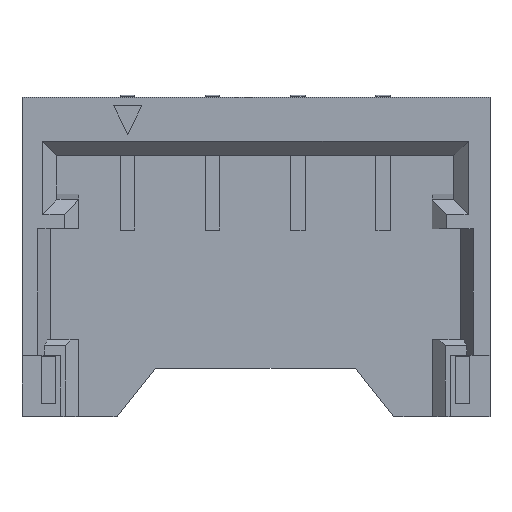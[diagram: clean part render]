
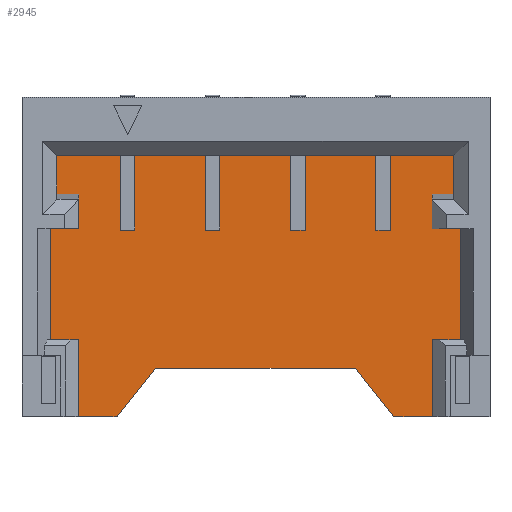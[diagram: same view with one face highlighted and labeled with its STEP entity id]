
A CAD part, top view. The second image highlights one B-rep face of the part: STEP entity #2945.
In plain terms, the highlighted planar face has unit normal (0, 0, 1).
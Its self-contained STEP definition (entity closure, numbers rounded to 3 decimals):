
#211=FACE_OUTER_BOUND('',#367,.T.);
#367=EDGE_LOOP('',(#2497,#2498,#2499,#2500,#2501,#2502,#2503,#2504,#2505,
#2506,#2507,#2508,#2509,#2510,#2511,#2512,#2513,#2514,#2515,#2516));
#614=LINE('',#4489,#992);
#659=LINE('',#4581,#1037);
#666=LINE('',#4595,#1044);
#669=LINE('',#4600,#1047);
#673=LINE('',#4608,#1051);
#679=LINE('',#4620,#1057);
#690=LINE('',#4641,#1068);
#697=LINE('',#4655,#1075);
#699=LINE('',#4658,#1077);
#703=LINE('',#4667,#1081);
#704=LINE('',#4669,#1082);
#705=LINE('',#4670,#1083);
#706=LINE('',#4672,#1084);
#707=LINE('',#4673,#1085);
#708=LINE('',#4674,#1086);
#709=LINE('',#4676,#1087);
#710=LINE('',#4678,#1088);
#711=LINE('',#4680,#1089);
#712=LINE('',#4682,#1090);
#713=LINE('',#4683,#1091);
#992=VECTOR('',#3685,10.);
#1037=VECTOR('',#3748,10.);
#1044=VECTOR('',#3759,10.);
#1047=VECTOR('',#3766,10.);
#1051=VECTOR('',#3774,10.);
#1057=VECTOR('',#3784,10.);
#1068=VECTOR('',#3801,10.);
#1075=VECTOR('',#3814,10.);
#1077=VECTOR('',#3818,10.);
#1081=VECTOR('',#3826,10.);
#1082=VECTOR('',#3827,10.);
#1083=VECTOR('',#3828,10.);
#1084=VECTOR('',#3829,10.);
#1085=VECTOR('',#3830,10.);
#1086=VECTOR('',#3831,10.);
#1087=VECTOR('',#3832,10.);
#1088=VECTOR('',#3833,10.);
#1089=VECTOR('',#3834,10.);
#1090=VECTOR('',#3835,10.);
#1091=VECTOR('',#3836,10.);
#1326=VERTEX_POINT('',#4486);
#1327=VERTEX_POINT('',#4488);
#1364=VERTEX_POINT('',#4578);
#1365=VERTEX_POINT('',#4580);
#1369=VERTEX_POINT('',#4592);
#1370=VERTEX_POINT('',#4594);
#1372=VERTEX_POINT('',#4606);
#1375=VERTEX_POINT('',#4617);
#1376=VERTEX_POINT('',#4619);
#1382=VERTEX_POINT('',#4638);
#1383=VERTEX_POINT('',#4640);
#1386=VERTEX_POINT('',#4652);
#1387=VERTEX_POINT('',#4654);
#1390=VERTEX_POINT('',#4666);
#1391=VERTEX_POINT('',#4668);
#1392=VERTEX_POINT('',#4671);
#1393=VERTEX_POINT('',#4675);
#1394=VERTEX_POINT('',#4677);
#1395=VERTEX_POINT('',#4679);
#1396=VERTEX_POINT('',#4681);
#1688=EDGE_CURVE('',#1327,#1326,#614,.T.);
#1733=EDGE_CURVE('',#1364,#1365,#659,.T.);
#1740=EDGE_CURVE('',#1370,#1369,#666,.T.);
#1743=EDGE_CURVE('',#1370,#1364,#669,.T.);
#1747=EDGE_CURVE('',#1369,#1372,#673,.T.);
#1753=EDGE_CURVE('',#1375,#1376,#679,.T.);
#1764=EDGE_CURVE('',#1383,#1382,#690,.T.);
#1771=EDGE_CURVE('',#1386,#1387,#697,.T.);
#1773=EDGE_CURVE('',#1376,#1386,#699,.T.);
#1777=EDGE_CURVE('',#1387,#1390,#703,.T.);
#1778=EDGE_CURVE('',#1391,#1375,#704,.T.);
#1779=EDGE_CURVE('',#1365,#1391,#705,.T.);
#1780=EDGE_CURVE('',#1372,#1392,#706,.T.);
#1781=EDGE_CURVE('',#1392,#1383,#707,.T.);
#1782=EDGE_CURVE('',#1382,#1327,#708,.T.);
#1783=EDGE_CURVE('',#1326,#1393,#709,.T.);
#1784=EDGE_CURVE('',#1394,#1393,#710,.T.);
#1785=EDGE_CURVE('',#1395,#1394,#711,.T.);
#1786=EDGE_CURVE('',#1396,#1395,#712,.T.);
#1787=EDGE_CURVE('',#1390,#1396,#713,.T.);
#2497=ORIENTED_EDGE('',*,*,#1777,.F.);
#2498=ORIENTED_EDGE('',*,*,#1771,.F.);
#2499=ORIENTED_EDGE('',*,*,#1773,.F.);
#2500=ORIENTED_EDGE('',*,*,#1753,.F.);
#2501=ORIENTED_EDGE('',*,*,#1778,.F.);
#2502=ORIENTED_EDGE('',*,*,#1779,.F.);
#2503=ORIENTED_EDGE('',*,*,#1733,.F.);
#2504=ORIENTED_EDGE('',*,*,#1743,.F.);
#2505=ORIENTED_EDGE('',*,*,#1740,.T.);
#2506=ORIENTED_EDGE('',*,*,#1747,.T.);
#2507=ORIENTED_EDGE('',*,*,#1780,.T.);
#2508=ORIENTED_EDGE('',*,*,#1781,.T.);
#2509=ORIENTED_EDGE('',*,*,#1764,.T.);
#2510=ORIENTED_EDGE('',*,*,#1782,.T.);
#2511=ORIENTED_EDGE('',*,*,#1688,.T.);
#2512=ORIENTED_EDGE('',*,*,#1783,.T.);
#2513=ORIENTED_EDGE('',*,*,#1784,.F.);
#2514=ORIENTED_EDGE('',*,*,#1785,.F.);
#2515=ORIENTED_EDGE('',*,*,#1786,.F.);
#2516=ORIENTED_EDGE('',*,*,#1787,.F.);
#2790=PLANE('',#3160);
#2945=ADVANCED_FACE('',(#211),#2790,.T.);
#3160=AXIS2_PLACEMENT_3D('',#4665,#3824,#3825);
#3685=DIRECTION('',(1.,0.,0.));
#3748=DIRECTION('',(-1.,0.,0.));
#3759=DIRECTION('',(-1.,0.,0.));
#3766=DIRECTION('',(0.,-1.,0.));
#3774=DIRECTION('',(0.,-1.,0.));
#3784=DIRECTION('',(0.,-1.,0.));
#3801=DIRECTION('',(-1.,0.,0.));
#3814=DIRECTION('',(0.,-1.,0.));
#3818=DIRECTION('',(-1.,0.,0.));
#3824=DIRECTION('center_axis',(0.,0.,1.));
#3825=DIRECTION('ref_axis',(1.,0.,0.));
#3826=DIRECTION('',(-1.,0.,0.));
#3827=DIRECTION('',(1.,0.,0.));
#3828=DIRECTION('',(0.,-1.,0.));
#3829=DIRECTION('',(1.,0.,0.));
#3830=DIRECTION('',(0.,-1.,0.));
#3831=DIRECTION('',(0.,-1.,0.));
#3832=DIRECTION('',(0.,-1.,0.));
#3833=DIRECTION('',(-1.,0.,0.));
#3834=DIRECTION('',(-0.623,-0.783,0.));
#3835=DIRECTION('',(-1.,0.,0.));
#3836=DIRECTION('',(-0.623,0.783,0.));
#4486=CARTESIAN_POINT('',(-2.5,-1.481,0.25));
#4488=CARTESIAN_POINT('',(-2.89,-1.481,0.25));
#4489=CARTESIAN_POINT('',(-2.89,-1.481,0.25));
#4578=CARTESIAN_POINT('',(2.8,0.573,0.25));
#4580=CARTESIAN_POINT('',(2.49,0.573,0.25));
#4581=CARTESIAN_POINT('',(2.8,0.573,0.25));
#4592=CARTESIAN_POINT('',(-2.8,1.119,0.25));
#4594=CARTESIAN_POINT('',(2.8,1.119,0.25));
#4595=CARTESIAN_POINT('',(0.,1.119,0.25));
#4600=CARTESIAN_POINT('',(2.8,1.119,0.25));
#4606=CARTESIAN_POINT('',(-2.8,0.573,0.25));
#4608=CARTESIAN_POINT('',(-2.8,1.119,0.25));
#4617=CARTESIAN_POINT('',(2.89,0.089,0.25));
#4619=CARTESIAN_POINT('',(2.89,-1.481,0.25));
#4620=CARTESIAN_POINT('',(2.89,0.089,0.25));
#4638=CARTESIAN_POINT('',(-2.89,0.089,0.25));
#4640=CARTESIAN_POINT('',(-2.49,0.089,0.25));
#4641=CARTESIAN_POINT('',(-2.49,0.089,0.25));
#4652=CARTESIAN_POINT('',(2.5,-1.481,0.25));
#4654=CARTESIAN_POINT('',(2.5,-2.561,0.25));
#4655=CARTESIAN_POINT('',(2.5,-1.481,0.25));
#4658=CARTESIAN_POINT('',(2.89,-1.481,0.25));
#4665=CARTESIAN_POINT('Origin',(0.,-0.721,0.25));
#4666=CARTESIAN_POINT('',(1.951,-2.561,0.25));
#4667=CARTESIAN_POINT('',(0.975,-2.561,0.25));
#4668=CARTESIAN_POINT('',(2.49,0.089,0.25));
#4669=CARTESIAN_POINT('',(2.49,0.089,0.25));
#4670=CARTESIAN_POINT('',(2.49,0.573,0.25));
#4671=CARTESIAN_POINT('',(-2.49,0.573,0.25));
#4672=CARTESIAN_POINT('',(-2.8,0.573,0.25));
#4673=CARTESIAN_POINT('',(-2.49,0.573,0.25));
#4674=CARTESIAN_POINT('',(-2.89,0.089,0.25));
#4675=CARTESIAN_POINT('',(-2.5,-2.561,0.25));
#4676=CARTESIAN_POINT('',(-2.5,-1.481,0.25));
#4677=CARTESIAN_POINT('',(-1.951,-2.561,0.25));
#4678=CARTESIAN_POINT('',(-1.646,-2.561,0.25));
#4679=CARTESIAN_POINT('',(-1.41,-1.881,0.25));
#4680=CARTESIAN_POINT('',(-1.125,-1.522,0.25));
#4681=CARTESIAN_POINT('',(1.41,-1.881,0.25));
#4682=CARTESIAN_POINT('',(-0.705,-1.881,0.25));
#4683=CARTESIAN_POINT('',(0.854,-1.182,0.25));
